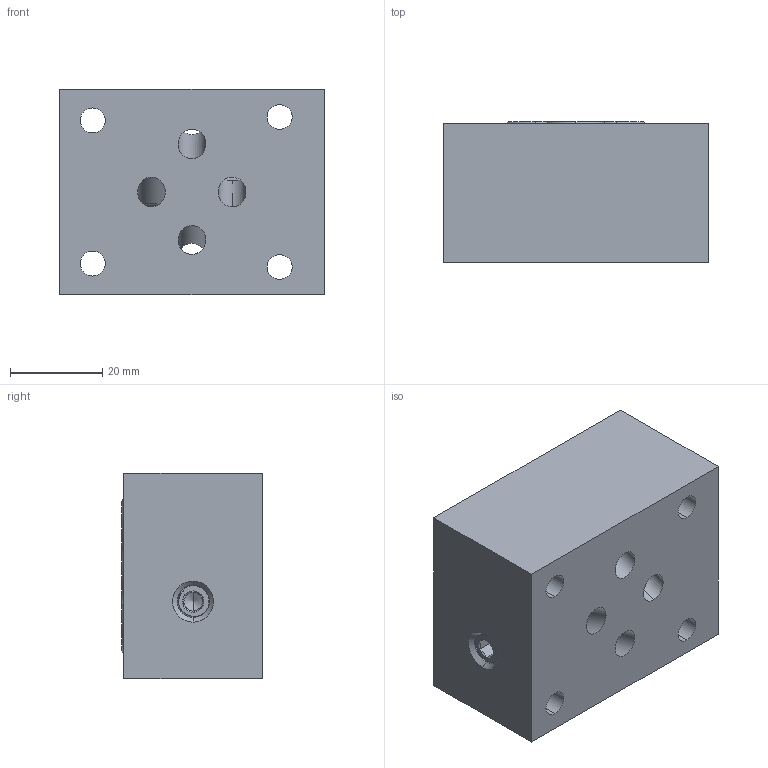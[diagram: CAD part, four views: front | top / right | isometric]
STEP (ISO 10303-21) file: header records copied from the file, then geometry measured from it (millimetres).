
FILE_DESCRIPTION (( 'STEP AP203' ), '1' );
FILE_NAME ('MH03ACD-N-N-S04.STEP', '2025-01-09T06:17:06', ( 'user' ), ( '' ), 'SwSTEP 2.0', 'SolidWorks 2018', '' );
FILE_SCHEMA (( 'CONFIG_CONTROL_DESIGN' ));
Length unit declared in the file: millimetre
Products named in the file (4): MH03ACD-N-N-S04; 4KAA012AA001; 6EC03040ACDXXN001; 5DBP00A002
Assembly tree (7 placements, depth 2):
  MH03ACD-N-N-S04
    4KAA012AA001  x4
    5DBP00A002  x2
    6EC03040ACDXXN001
Bounding box: 57.2 x 30.48 x 44.5 mm (x, y, z)
Volume: 67798.3 mm3; surface area: 18157.1 mm2
Topology: 7 solids, 7 shells, 512 faces, 1370 edges, 878 vertices
Faces by surface type: cylinder 218, plane 173, cone 54, bspline 51, torus 16
Entity records: 19623 total; most frequent: CARTESIAN_POINT 7728, ORIENTED_EDGE 2484, DIRECTION 2270, EDGE_CURVE 1242, VERTEX_POINT 809, AXIS2_PLACEMENT_3D 807, LINE 656, VECTOR 656
